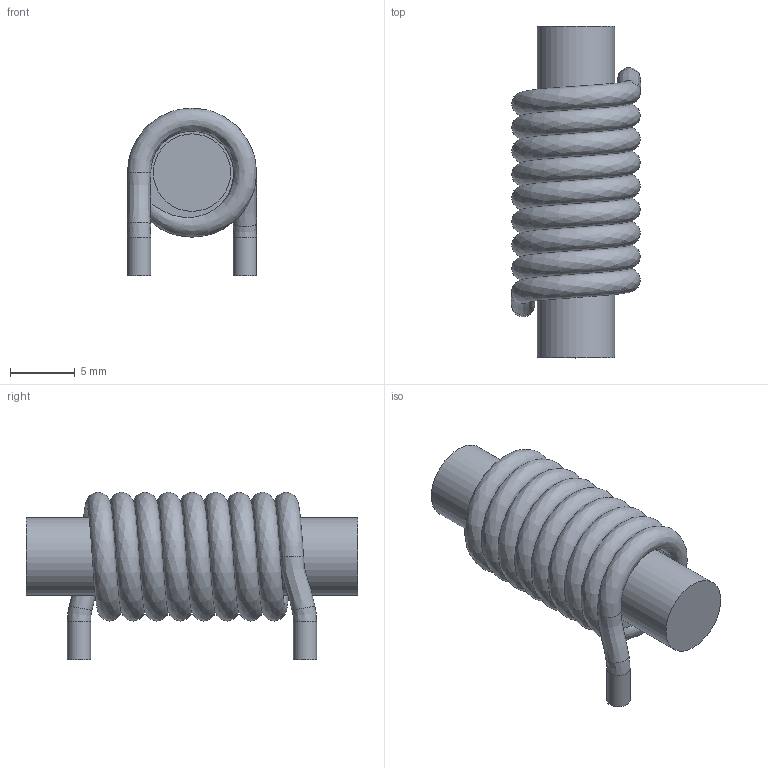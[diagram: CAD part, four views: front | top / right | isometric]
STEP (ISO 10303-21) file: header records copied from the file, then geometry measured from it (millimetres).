
FILE_DESCRIPTION(/* description */ (''),/* implementation_level */ '2;1');
FILE_NAME(/* name */ '7847131020',/* time_stamp */ '2018-08-28T14:25:32+02:00',/* author */ ('WJ'),/* organization */ ('WÃ¼rth Elektronik eiSos GmbH & Co. KG'),/* preprocessor_version */ 'ST-DEVELOPER v16.7',/* originating_system */ 'DEX',/* authorisation */ $);
FILE_SCHEMA (('AUTOMOTIVE_DESIGN {1 0 10303 214 3 1 1}'));
Length unit declared in the file: millimetre
Products named in the file (4): 7847131020; core; coil; glue
Assembly tree (3 placements, depth 2):
  7847131020
    core
    coil
    glue
Bounding box: 10 x 25.7 x 13 mm (x, y, z)
Volume: 1429.5 mm3; surface area: 2634.2 mm2
Topology: 3 solids, 3 shells, 19 faces, 34 edges, 21 vertices
Faces by surface type: bspline 8, plane 6, cylinder 5
Full cylindrical faces by diameter (mm): 1.8 x2, 6 x2
Entity records: 2540 total; most frequent: CARTESIAN_POINT 2041, DIRECTION 62, ORIENTED_EDGE 48, AXIS2_PLACEMENT_3D 31, EDGE_LOOP 30, FACE_BOUND 30, EDGE_CURVE 24, VERTEX_POINT 20
